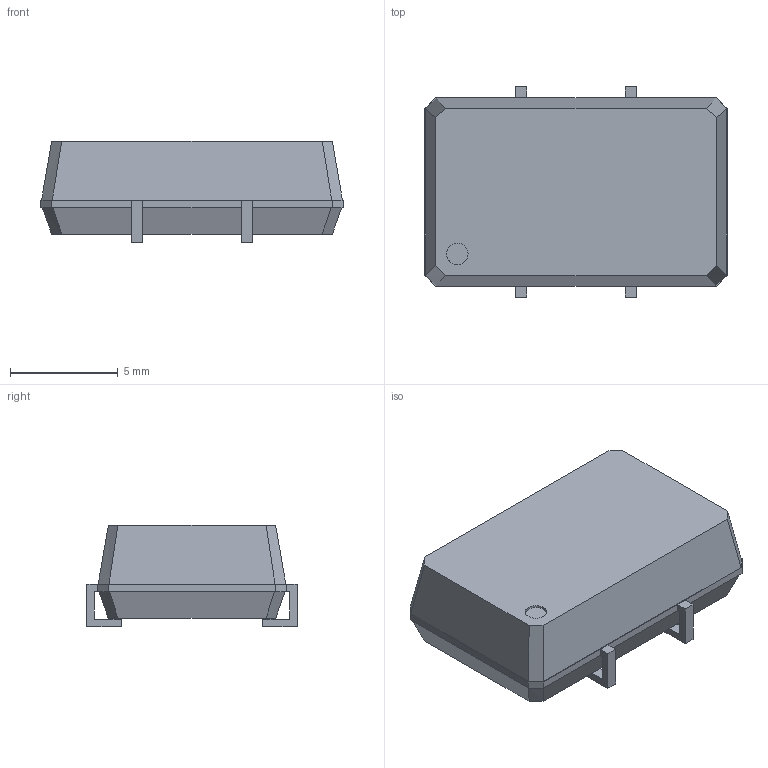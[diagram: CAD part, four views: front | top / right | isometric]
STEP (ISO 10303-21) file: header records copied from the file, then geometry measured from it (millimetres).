
FILE_DESCRIPTION(('FreeCAD Model'),'2;1');
FILE_NAME('Open CASCADE Shape Model','2025-01-20T20:10:10',(''),(''), 'Open CASCADE STEP processor 7.8','FreeCAD','Unknown');
FILE_SCHEMA(('AUTOMOTIVE_DESIGN { 1 0 10303 214 1 1 1 1 }'));
Length unit declared in the file: millimetre
Products named in the file (4): sg615p; difference; Group; Group001
Assembly tree (3 placements, depth 2):
  sg615p
    difference
    Group
    Group001
Bounding box: 14 x 9.75 x 4.7 mm (x, y, z)
Volume: 480 mm3; surface area: 417.3 mm2
Topology: 5 solids, 5 shells, 70 faces, 172 edges, 115 vertices
Faces by surface type: plane 59, bspline 10, cylinder 1
Full cylindrical faces by diameter (mm): 1 x1
Entity records: 2167 total; most frequent: CARTESIAN_POINT 503, ORIENTED_EDGE 344, DIRECTION 259, EDGE_CURVE 172, LINE 129, VECTOR 129, VERTEX_POINT 115, FACE_BOUND 73
